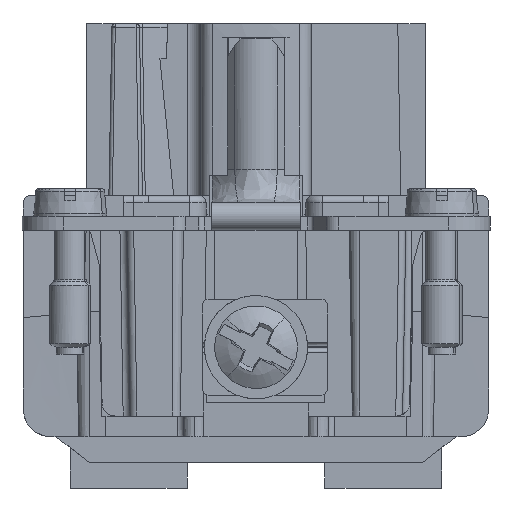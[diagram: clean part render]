
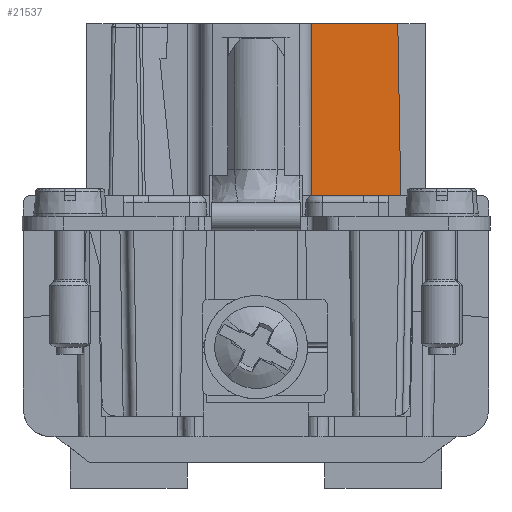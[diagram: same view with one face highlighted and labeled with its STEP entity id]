
A CAD part, front view. The second image highlights one B-rep face of the part: STEP entity #21537.
In plain terms, the highlighted planar face has unit normal (0, -1, 0.018).
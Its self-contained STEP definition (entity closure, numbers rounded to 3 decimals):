
#21514=AXIS2_PLACEMENT_3D('Plane Axis2P3D',#21511,#21512,#21513) ;
#9434=CARTESIAN_POINT('Vertex',(27.518,13.952,21.25)) ;
#9437=CARTESIAN_POINT('Line Origine',(24.264,13.952,21.25)) ;
#9441=CARTESIAN_POINT('Vertex',(21.01,13.952,21.25)) ;
#21496=CARTESIAN_POINT('Vertex',(27.3,14.171,33.75)) ;
#21499=CARTESIAN_POINT('Line Origine',(27.409,14.062,27.5)) ;
#21511=CARTESIAN_POINT('Axis2P3D Location',(20.8,14.171,33.75)) ;
#21517=CARTESIAN_POINT('Control Point',(21.068,14.171,33.75)) ;
#21518=CARTESIAN_POINT('Control Point',(21.051,14.127,31.25)) ;
#21519=CARTESIAN_POINT('Control Point',(21.037,14.083,28.75)) ;
#21520=CARTESIAN_POINT('Control Point',(21.025,14.04,26.25)) ;
#21521=CARTESIAN_POINT('Control Point',(21.017,13.996,23.75)) ;
#21522=CARTESIAN_POINT('Control Point',(21.01,13.952,21.25)) ;
#21523=CARTESIAN_POINT('Vertex',(21.068,14.171,33.75)) ;
#21526=CARTESIAN_POINT('Line Origine',(24.184,14.171,33.75)) ;
#9438=DIRECTION('Vector Direction',(1.,0.,0.)) ;
#21500=DIRECTION('Vector Direction',(-0.017,0.017,1.)) ;
#21512=DIRECTION('Axis2P3D Direction',(0.,1.,-0.017)) ;
#21513=DIRECTION('Axis2P3D XDirection',(1.,0.,0.)) ;
#21527=DIRECTION('Vector Direction',(1.,0.,0.)) ;
#9439=VECTOR('Line Direction',#9438,1.) ;
#21501=VECTOR('Line Direction',#21500,1.) ;
#21528=VECTOR('Line Direction',#21527,1.) ;
#21532=ORIENTED_EDGE('',*,*,#21525,.T.) ;
#21533=ORIENTED_EDGE('',*,*,#9443,.T.) ;
#21534=ORIENTED_EDGE('',*,*,#21503,.T.) ;
#21535=ORIENTED_EDGE('',*,*,#21530,.F.) ;
#21537=ADVANCED_FACE('Hauptk\X2\00F6\X0\rper',(#21536),#21515,.F.) ;
#21516=B_SPLINE_CURVE_WITH_KNOTS('',5,(#21517,#21518,#21519,#21520,#21521,#21522),.UNSPECIFIED.,.F.,.U.,(6,6),(0.,17.681),.UNSPECIFIED.) ;
#9443=EDGE_CURVE('',#9442,#9435,#9440,.T.) ;
#21503=EDGE_CURVE('',#9435,#21497,#21502,.T.) ;
#21525=EDGE_CURVE('',#21524,#9442,#21516,.T.) ;
#21530=EDGE_CURVE('',#21524,#21497,#21529,.T.) ;
#21531=EDGE_LOOP('',(#21532,#21533,#21534,#21535)) ;
#21536=FACE_OUTER_BOUND('',#21531,.T.) ;
#9440=LINE('Line',#9437,#9439) ;
#21502=LINE('Line',#21499,#21501) ;
#21529=LINE('Line',#21526,#21528) ;
#21515=PLANE('',#21514) ;
#9435=VERTEX_POINT('',#9434) ;
#9442=VERTEX_POINT('',#9441) ;
#21497=VERTEX_POINT('',#21496) ;
#21524=VERTEX_POINT('',#21523) ;
